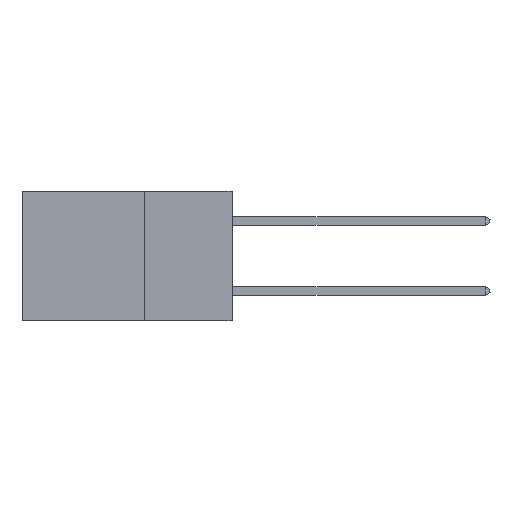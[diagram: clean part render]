
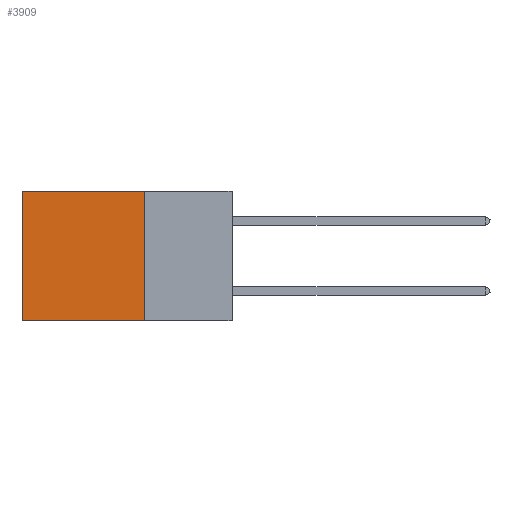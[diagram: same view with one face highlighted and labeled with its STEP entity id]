
A CAD part, left-side view. The second image highlights one B-rep face of the part: STEP entity #3909.
In plain terms, the highlighted planar face has unit normal (-1, 0, 0).
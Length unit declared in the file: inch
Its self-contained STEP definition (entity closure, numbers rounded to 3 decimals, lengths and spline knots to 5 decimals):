
#1534 = CARTESIAN_POINT ( 'NONE',  ( 0.2875, 0.25, 0. ) ) ;
#1561 = VECTOR ( 'NONE', #7950, 39.37008 ) ;
#2639 = VECTOR ( 'NONE', #9483, 39.37008 ) ;
#2759 = VECTOR ( 'NONE', #18870, 39.37008 ) ;
#2996 = EDGE_CURVE ( 'NONE', #13082, #12376, #13095, .T. ) ;
#3293 = CARTESIAN_POINT ( 'NONE',  ( 0.2875, 0.25, -0.37 ) ) ;
#3327 = ORIENTED_EDGE ( 'NONE', *, *, #2996, .T. ) ;
#3569 = ORIENTED_EDGE ( 'NONE', *, *, #8272, .T. ) ;
#3909 = ADVANCED_FACE ( 'NONE', ( #16509 ), #7797, .F. ) ;
#6886 = VERTEX_POINT ( 'NONE', #3293 ) ;
#6902 = LINE ( 'NONE', #23313, #1561 ) ;
#7711 = DIRECTION ( 'NONE',  ( 0., 0., -1. ) ) ;
#7797 = PLANE ( 'NONE',  #21448 ) ;
#7885 = CARTESIAN_POINT ( 'NONE',  ( 0.2875, 0.25, 0. ) ) ;
#7950 = DIRECTION ( 'NONE',  ( 0., 0., -1. ) ) ;
#8272 = EDGE_CURVE ( 'NONE', #12376, #14877, #6902, .T. ) ;
#8811 = EDGE_CURVE ( 'NONE', #13082, #6886, #24915, .T. ) ;
#8896 = DIRECTION ( 'NONE',  ( 1., 0., 0. ) ) ;
#9446 = EDGE_CURVE ( 'NONE', #6886, #14877, #17729, .T. ) ;
#9483 = DIRECTION ( 'NONE',  ( 0., 1., 0. ) ) ;
#9634 = VECTOR ( 'NONE', #24784, 39.37008 ) ;
#9831 = CARTESIAN_POINT ( 'NONE',  ( 0.2875, 0.25, 0. ) ) ;
#11202 = ORIENTED_EDGE ( 'NONE', *, *, #8811, .F. ) ;
#11987 = ORIENTED_EDGE ( 'NONE', *, *, #9446, .F. ) ;
#12376 = VERTEX_POINT ( 'NONE', #24579 ) ;
#13082 = VERTEX_POINT ( 'NONE', #15207 ) ;
#13095 = LINE ( 'NONE', #9831, #2639 ) ;
#14877 = VERTEX_POINT ( 'NONE', #21107 ) ;
#15207 = CARTESIAN_POINT ( 'NONE',  ( 0.2875, 0.25, 0. ) ) ;
#16509 = FACE_OUTER_BOUND ( 'NONE', #24663, .T. ) ;
#17729 = LINE ( 'NONE', #22689, #2759 ) ;
#18870 = DIRECTION ( 'NONE',  ( 0., 1., 0. ) ) ;
#21107 = CARTESIAN_POINT ( 'NONE',  ( 0.2875, 0.6, -0.37 ) ) ;
#21448 = AXIS2_PLACEMENT_3D ( 'NONE', #7885, #8896, #7711 ) ;
#22689 = CARTESIAN_POINT ( 'NONE',  ( 0.2875, 0.25, -0.37 ) ) ;
#23313 = CARTESIAN_POINT ( 'NONE',  ( 0.2875, 0.6, 0. ) ) ;
#24579 = CARTESIAN_POINT ( 'NONE',  ( 0.2875, 0.6, 0. ) ) ;
#24663 = EDGE_LOOP ( 'NONE', ( #3569, #11987, #11202, #3327 ) ) ;
#24784 = DIRECTION ( 'NONE',  ( 0., 0., -1. ) ) ;
#24915 = LINE ( 'NONE', #1534, #9634 ) ;
